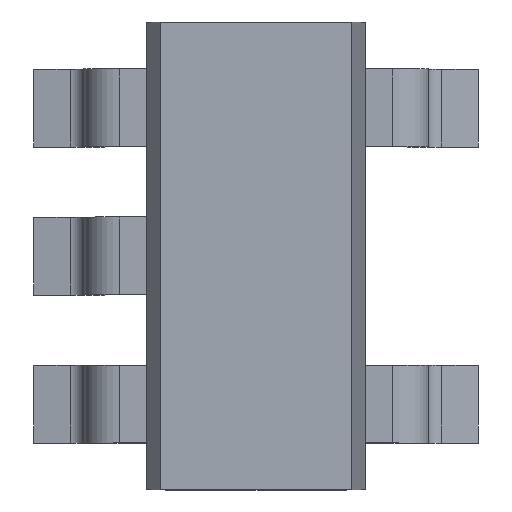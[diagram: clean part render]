
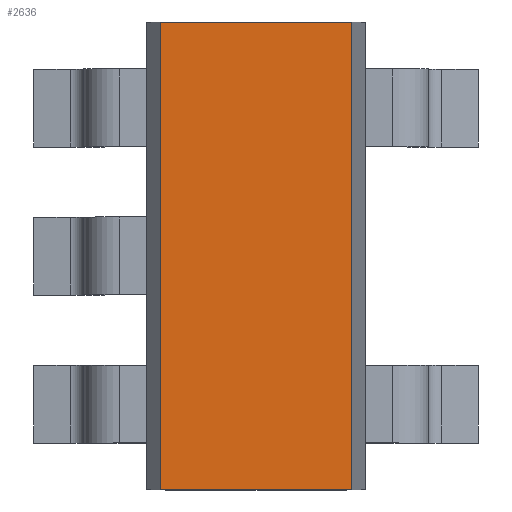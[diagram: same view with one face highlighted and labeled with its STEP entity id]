
A CAD part, top view. The second image highlights one B-rep face of the part: STEP entity #2636.
In plain terms, the highlighted planar face has unit normal (0, 0, 1).
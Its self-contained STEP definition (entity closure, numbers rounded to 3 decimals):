
#2364=CARTESIAN_POINT('',(-0.614,-1.5,1.45));
#2365=VERTEX_POINT('',#2364);
#2372=CARTESIAN_POINT('',(-0.614,1.5,1.45));
#2373=VERTEX_POINT('',#2372);
#2374=CARTESIAN_POINT('',(-0.614,-1.5,1.45));
#2375=DIRECTION('',(0.0,1.0,0.0));
#2376=VECTOR('',#2375,3.0);
#2377=LINE('',#2374,#2376);
#2378=EDGE_CURVE('',#2373,#2365,#2377,.F.);
#2419=CARTESIAN_POINT('',(0.614,1.5,1.45));
#2420=VERTEX_POINT('',#2419);
#2421=CARTESIAN_POINT('',(0.614,1.5,1.45));
#2422=DIRECTION('',(-1.0,0.0,0.0));
#2423=VECTOR('',#2422,1.229);
#2424=LINE('',#2421,#2423);
#2425=EDGE_CURVE('',#2420,#2373,#2424,.T.);
#2465=CARTESIAN_POINT('',(0.614,-1.5,1.45));
#2466=VERTEX_POINT('',#2465);
#2482=CARTESIAN_POINT('',(0.614,1.5,1.45));
#2483=DIRECTION('',(0.0,-1.0,0.0));
#2484=VECTOR('',#2483,3.0);
#2485=LINE('',#2482,#2484);
#2486=EDGE_CURVE('',#2420,#2466,#2485,.T.);
#2535=CARTESIAN_POINT('',(-0.614,-1.5,1.45));
#2536=DIRECTION('',(1.0,0.0,0.0));
#2537=VECTOR('',#2536,1.229);
#2538=LINE('',#2535,#2537);
#2539=EDGE_CURVE('',#2365,#2466,#2538,.T.);
#2625=CARTESIAN_POINT('',(-0.615,1.5,1.45));
#2626=DIRECTION('',(0.0,0.0,1.0));
#2627=DIRECTION('',(-1.0,0.0,0.0));
#2628=AXIS2_PLACEMENT_3D('',#2625,#2626,#2627);
#2629=PLANE('',#2628);
#2630=ORIENTED_EDGE('',*,*,#2539,.T.);
#2631=ORIENTED_EDGE('',*,*,#2486,.F.);
#2632=ORIENTED_EDGE('',*,*,#2425,.T.);
#2633=ORIENTED_EDGE('',*,*,#2378,.T.);
#2634=EDGE_LOOP('',(#2630,#2631,#2632,#2633));
#2635=FACE_OUTER_BOUND('',#2634,.T.);
#2636=ADVANCED_FACE('',(#2635),#2629,.T.);
